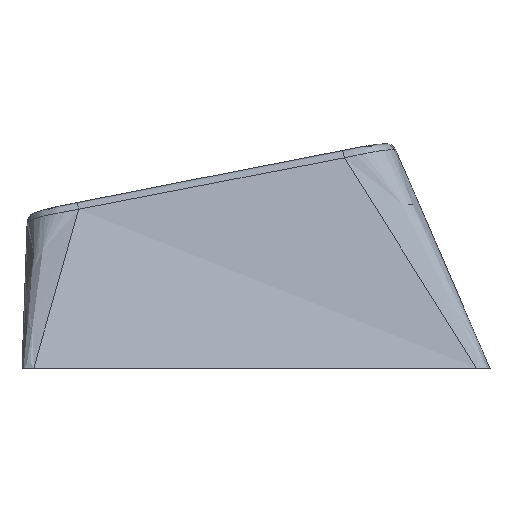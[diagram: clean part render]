
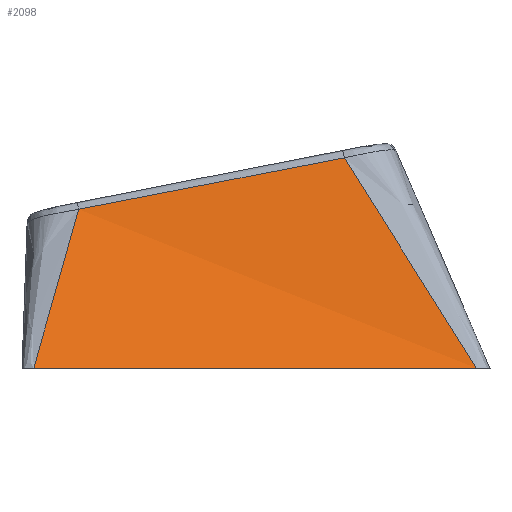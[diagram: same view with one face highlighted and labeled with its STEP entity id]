
A CAD part, left-side view. The second image highlights one B-rep face of the part: STEP entity #2098.
In plain terms, the highlighted free-form (B-spline) face has degree [3, 1] with [4, 2] control points.
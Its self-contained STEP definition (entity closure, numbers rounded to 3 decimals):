
#1895 = EDGE_CURVE('',#1896,#1898,#1900,.T.);
#1896 = VERTEX_POINT('',#1897);
#1897 = CARTESIAN_POINT('',(-18.57,-8.536,0.));
#1898 = VERTEX_POINT('',#1899);
#1899 = CARTESIAN_POINT('',(-18.57,8.593,0.));
#1900 = B_SPLINE_CURVE_WITH_KNOTS('',1,(#1901,#1902),.UNSPECIFIED.,.F.,
  .F.,(2,2),(109.162,127.784),.PIECEWISE_BEZIER_KNOTS.);
#1901 = CARTESIAN_POINT('',(-18.57,-8.536,0.));
#1902 = CARTESIAN_POINT('',(-18.57,8.593,0.));
#2098 = ADVANCED_FACE('',(#2099),#2130,.F.);
#2099 = FACE_BOUND('',#2100,.F.);
#2100 = EDGE_LOOP('',(#2101,#2112,#2119,#2120));
#2101 = ORIENTED_EDGE('',*,*,#2102,.T.);
#2102 = EDGE_CURVE('',#2103,#2105,#2107,.T.);
#2103 = VERTEX_POINT('',#2104);
#2104 = CARTESIAN_POINT('',(-15.682,6.855,6.148));
#2105 = VERTEX_POINT('',#2106);
#2106 = CARTESIAN_POINT('',(-15.652,-3.415,8.138));
#2107 = B_SPLINE_CURVE_WITH_KNOTS('',3,(#2108,#2109,#2110,#2111),
  .UNSPECIFIED.,.F.,.F.,(4,4),(-0.147,10.315),
  .PIECEWISE_BEZIER_KNOTS.);
#2108 = CARTESIAN_POINT('',(-15.682,6.855,6.148));
#2109 = CARTESIAN_POINT('',(-15.669,3.432,6.808));
#2110 = CARTESIAN_POINT('',(-15.66,0.008,7.472)
  );
#2111 = CARTESIAN_POINT('',(-15.652,-3.415,8.138));
#2112 = ORIENTED_EDGE('',*,*,#2113,.F.);
#2113 = EDGE_CURVE('',#1896,#2105,#2114,.T.);
#2114 = B_SPLINE_CURVE_WITH_KNOTS('',3,(#2115,#2116,#2117,#2118),
  .UNSPECIFIED.,.F.,.F.,(4,4),(0.199,10.337),
  .PIECEWISE_BEZIER_KNOTS.);
#2115 = CARTESIAN_POINT('',(-18.57,-8.536,0.));
#2116 = CARTESIAN_POINT('',(-17.631,-6.833,2.712));
#2117 = CARTESIAN_POINT('',(-16.667,-5.127,5.423));
#2118 = CARTESIAN_POINT('',(-15.652,-3.415,8.138));
#2119 = ORIENTED_EDGE('',*,*,#1895,.T.);
#2120 = ORIENTED_EDGE('',*,*,#2121,.F.);
#2121 = EDGE_CURVE('',#2103,#1898,#2122,.T.);
#2122 = B_SPLINE_CURVE_WITH_KNOTS('',3,(#2123,#2124,#2125,#2126,#2127,
    #2128,#2129),.UNSPECIFIED.,.F.,.F.,(4,3,4),(-0.162,6.866
    ,7.115),.UNSPECIFIED.);
#2123 = CARTESIAN_POINT('',(-15.682,6.855,6.148));
#2124 = CARTESIAN_POINT('',(-16.552,7.408,4.175));
#2125 = CARTESIAN_POINT('',(-17.49,7.969,2.192));
#2126 = CARTESIAN_POINT('',(-18.467,8.533,0.21));
#2127 = CARTESIAN_POINT('',(-18.501,8.553,0.14));
#2128 = CARTESIAN_POINT('',(-18.536,8.573,0.07));
#2129 = CARTESIAN_POINT('',(-18.57,8.593,0.));
#2130 = B_SPLINE_SURFACE_WITH_KNOTS('',3,1,(
    (#2131,#2132)
    ,(#2133,#2134)
    ,(#2135,#2136)
    ,(#2137,#2138
    )),.UNSPECIFIED.,.F.,.F.,.F.,(4,4),(2,2),(0.,10.069),(-36.2,
    -16.523),.PIECEWISE_BEZIER_KNOTS.);
#2131 = CARTESIAN_POINT('',(-15.545,-5.246,8.817));
#2132 = CARTESIAN_POINT('',(-15.545,8.835,6.052));
#2133 = CARTESIAN_POINT('',(-16.554,-6.515,5.878));
#2134 = CARTESIAN_POINT('',(-16.554,8.906,4.035));
#2135 = CARTESIAN_POINT('',(-17.562,-7.784,2.939));
#2136 = CARTESIAN_POINT('',(-17.562,8.976,2.017));
#2137 = CARTESIAN_POINT('',(-18.57,-9.053,0.));
#2138 = CARTESIAN_POINT('',(-18.57,9.047,0.));
